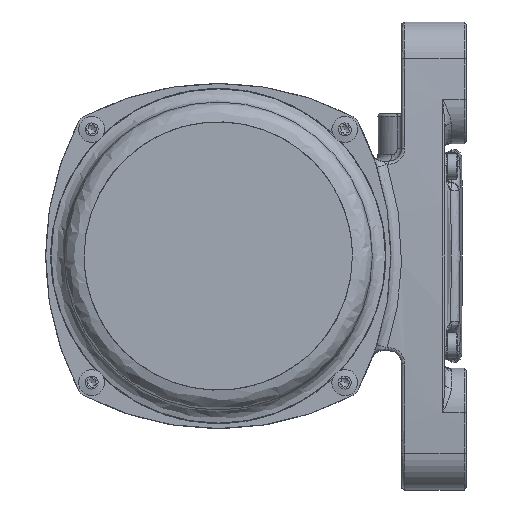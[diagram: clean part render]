
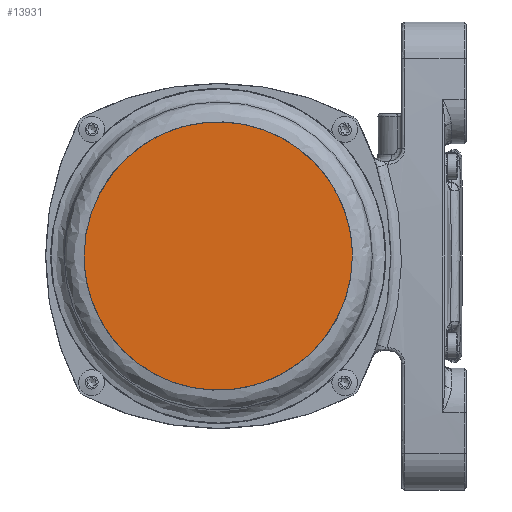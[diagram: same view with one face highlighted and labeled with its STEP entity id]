
A CAD part, left-side view. The second image highlights one B-rep face of the part: STEP entity #13931.
In plain terms, the highlighted planar face has unit normal (-1, 0, 0).
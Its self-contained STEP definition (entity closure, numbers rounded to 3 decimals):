
#2483 = CARTESIAN_POINT ( 'NONE',  ( -190., 177.2, -124.4 ) ) ;
#12939 =( BOUNDED_CURVE ( )  B_SPLINE_CURVE ( 3, ( #116949, #117848, #2483, #54002 ),
 .UNSPECIFIED., .F., .T. ) 
 B_SPLINE_CURVE_WITH_KNOTS ( ( 4, 4 ),
 ( 0., 1. ),
 .UNSPECIFIED. ) 
 CURVE ( )  GEOMETRIC_REPRESENTATION_ITEM ( )  RATIONAL_B_SPLINE_CURVE ( ( 1., 0.333, 0.333, 1. ) ) 
 REPRESENTATION_ITEM ( '' )  );
#13931 = ADVANCED_FACE ( 'NONE', ( #108858 ), #108191, .T. ) ;
#17352 = VERTEX_POINT ( 'NONE', #23478 ) ;
#23478 = CARTESIAN_POINT ( 'NONE',  ( -190., 177.2, 0. ) ) ;
#24942 = DIRECTION ( 'NONE',  ( 0., -1., 0. ) ) ;
#25804 = EDGE_CURVE ( 'NONE', #39349, #17352, #12939, .T. ) ;
#27376 = ORIENTED_EDGE ( 'NONE', *, *, #119634, .F. ) ;
#33494 = AXIS2_PLACEMENT_3D ( 'NONE', #55810, #129353, #24942 ) ;
#39349 = VERTEX_POINT ( 'NONE', #86554 ) ;
#48765 = CARTESIAN_POINT ( 'NONE',  ( -190., 52.8, 0. ) ) ;
#54002 = CARTESIAN_POINT ( 'NONE',  ( -190., 177.2, 0. ) ) ;
#55810 = CARTESIAN_POINT ( 'NONE',  ( -190., 43.6, 0. ) ) ;
#56673 = CARTESIAN_POINT ( 'NONE',  ( -190., 177.2, 0. ) ) ;
#69883 = CARTESIAN_POINT ( 'NONE',  ( -190., 177.2, 124.4 ) ) ;
#71658 = EDGE_LOOP ( 'NONE', ( #27376, #77624 ) ) ;
#77624 = ORIENTED_EDGE ( 'NONE', *, *, #25804, .F. ) ;
#80937 = CARTESIAN_POINT ( 'NONE',  ( -190., 52.8, 124.4 ) ) ;
#86554 = CARTESIAN_POINT ( 'NONE',  ( -190., 52.8, 0. ) ) ;
#108191 = PLANE ( 'NONE',  #33494 ) ;
#108858 = FACE_OUTER_BOUND ( 'NONE', #71658, .T. ) ;
#116949 = CARTESIAN_POINT ( 'NONE',  ( -190., 52.8, 0. ) ) ;
#117848 = CARTESIAN_POINT ( 'NONE',  ( -190., 52.8, -124.4 ) ) ;
#119634 = EDGE_CURVE ( 'NONE', #17352, #39349, #133713, .T. ) ;
#129353 = DIRECTION ( 'NONE',  ( -1., 0., 0. ) ) ;
#133713 =( BOUNDED_CURVE ( )  B_SPLINE_CURVE ( 3, ( #56673, #69883, #80937, #48765 ),
 .UNSPECIFIED., .F., .T. ) 
 B_SPLINE_CURVE_WITH_KNOTS ( ( 4, 4 ),
 ( 0., 1. ),
 .UNSPECIFIED. ) 
 CURVE ( )  GEOMETRIC_REPRESENTATION_ITEM ( )  RATIONAL_B_SPLINE_CURVE ( ( 1., 0.333, 0.333, 1. ) ) 
 REPRESENTATION_ITEM ( '' )  );
